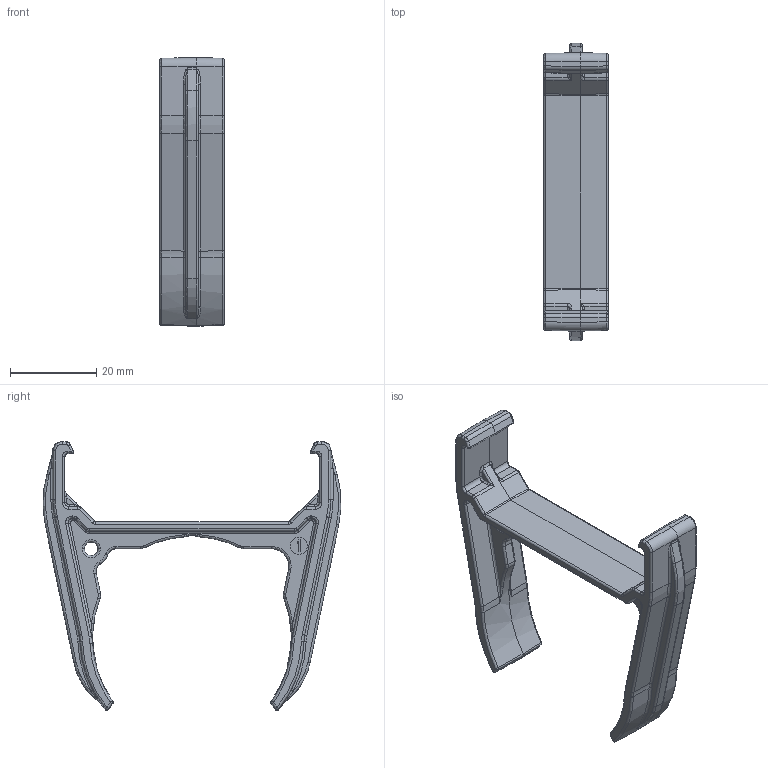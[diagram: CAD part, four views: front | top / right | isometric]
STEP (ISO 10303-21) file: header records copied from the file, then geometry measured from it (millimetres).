
FILE_DESCRIPTION((''),'2;1');
FILE_NAME('30012346','2025-11-26T11:36:14',('thomas.schmiedl'),(''),'CREO PARAMETRIC BY PTC INC, 2023424','CREO PARAMETRIC BY PTC INC, 2023424','');
FILE_SCHEMA(('AUTOMOTIVE_DESIGN { 1 0 10303 214 1 1 1 1 }'));
Length unit declared in the file: millimetre
Products named in the file (1): 30012346
Bounding box: 15 x 68.94 x 62.18 mm (x, y, z)
Volume: 9017.6 mm3; surface area: 7379.5 mm2
Topology: 2 solids, 2 shells, 493 faces, 1106 edges, 618 vertices
Faces by surface type: bspline 176, cylinder 156, plane 93, torus 34, cone 26, sphere 8
Entity records: 23966 total; most frequent: CARTESIAN_POINT 10677, ORIENTED_EDGE 2212, DIRECTION 1762, PRESENTATION_STYLE_ASSIGNMENT 1108, STYLED_ITEM 1108, CURVE_STYLE 1106, EDGE_CURVE 1106, AXIS2_PLACEMENT_3D 681
